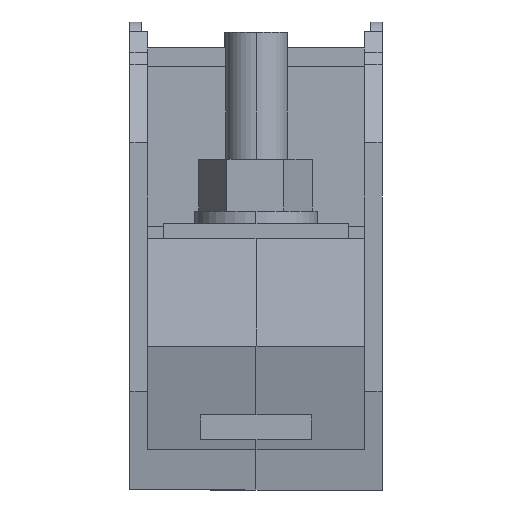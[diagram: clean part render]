
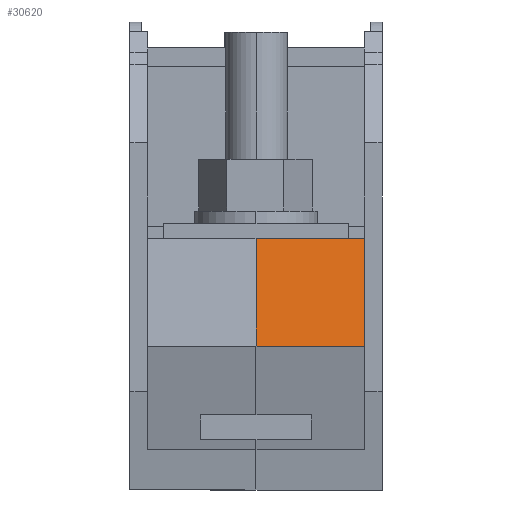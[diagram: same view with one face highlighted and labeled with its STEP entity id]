
A CAD part, front view. The second image highlights one B-rep face of the part: STEP entity #30620.
In plain terms, the highlighted face is planar.
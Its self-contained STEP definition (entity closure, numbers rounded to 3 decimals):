
#28750=CARTESIAN_POINT('',(116.926,-184.477,
48.55));
#28760=VERTEX_POINT('',#28750);
#29120=CARTESIAN_POINT('',(116.926,-184.477,
67.15));
#29130=VERTEX_POINT('',#29120);
#29160=CARTESIAN_POINT('',(116.926,-184.477,
52.3));
#29170=DIRECTION('',(0.,0.,-1.));
#29180=VECTOR('',#29170,1.);
#29190=LINE('',#29160,#29180);
#29200=EDGE_CURVE('',#29130,#28760,#29190,.T.);
#30320=CARTESIAN_POINT('',(119.594,-199.604,
80.05));
#30330=DIRECTION('',(0.985,0.174,
0.));
#30340=DIRECTION('',(-0.174,0.985,
0.));
#30350=AXIS2_PLACEMENT_3D('',#30320,#30330,#30340);
#30360=PLANE('',#30350);
#30370=CARTESIAN_POINT('',(119.999,-201.9,0.)
);
#30380=DIRECTION('',(0.,0.,1.));
#30390=VECTOR('',#30380,1.);
#30400=LINE('',#30370,#30390);
#30410=CARTESIAN_POINT('',(119.999,-201.9,48.55));
#30420=VERTEX_POINT('',#30410);
#30430=CARTESIAN_POINT('',(119.999,-201.9,67.15));
#30440=VERTEX_POINT('',#30430);
#30450=EDGE_CURVE('',#30420,#30440,#30400,.T.);
#30460=ORIENTED_EDGE('',*,*,#30450,.T.);
#30470=CARTESIAN_POINT('',(84.422,-0.135,
48.55));
#30480=DIRECTION('',(-0.174,0.985,
0.));
#30490=VECTOR('',#30480,1.);
#30500=LINE('',#30470,#30490);
#30510=EDGE_CURVE('',#30420,#28760,#30500,.T.);
#30520=ORIENTED_EDGE('',*,*,#30510,.F.);
#30530=ORIENTED_EDGE('',*,*,#29200,.T.);
#30540=CARTESIAN_POINT('',(84.398,0.,
67.15));
#30550=DIRECTION('',(0.174,-0.985,
0.));
#30560=VECTOR('',#30550,1.);
#30570=LINE('',#30540,#30560);
#30580=EDGE_CURVE('',#29130,#30440,#30570,.T.);
#30590=ORIENTED_EDGE('',*,*,#30580,.F.);
#30600=EDGE_LOOP('',(#30590,#30530,#30520,#30460));
#30610=FACE_OUTER_BOUND('',#30600,.T.);
#30620=ADVANCED_FACE('',(#30610),#30360,.F.);
